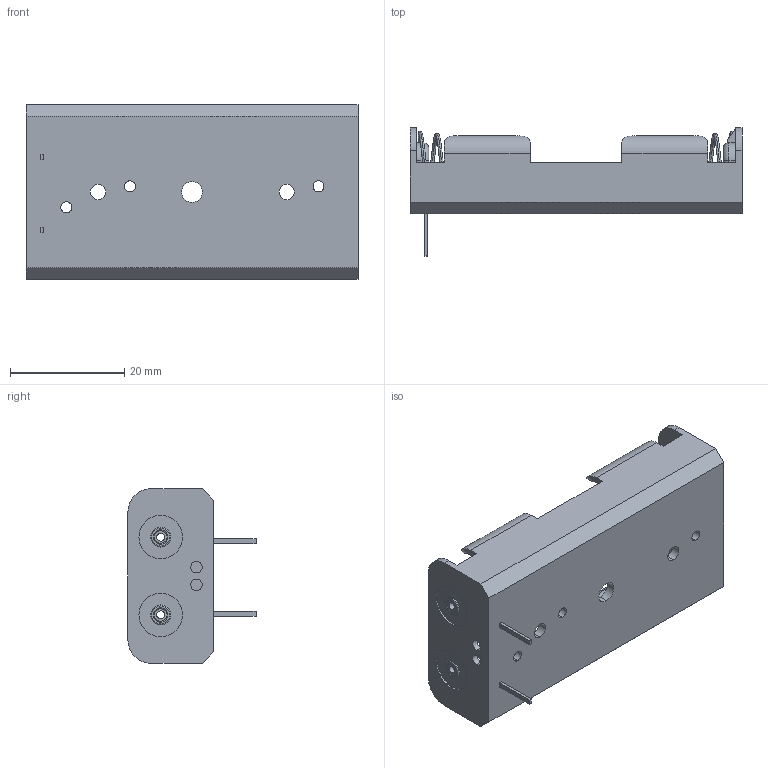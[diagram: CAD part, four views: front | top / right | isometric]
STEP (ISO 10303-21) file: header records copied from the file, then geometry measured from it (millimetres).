
FILE_DESCRIPTION (( 'STEP AP214' ), '1' );
FILE_NAME ('BC2AAPC.STEP', '2019-12-04T18:30:35', ( '' ), ( '' ), 'SwSTEP 2.0', 'SolidWorks 2017', '' );
FILE_SCHEMA (( 'AUTOMOTIVE_DESIGN' ));
Length unit declared in the file: millimetre
Products named in the file (1): BC2AAPC
Bounding box: 58 x 22.37 x 30.5 mm (x, y, z)
Volume: 4857.2 mm3; surface area: 8588 mm2
Topology: 8 solids, 8 shells, 340 faces, 819 edges, 530 vertices
Faces by surface type: plane 172, cylinder 116, torus 40, bspline 12
Entity records: 13744 total; most frequent: CARTESIAN_POINT 5462, DIRECTION 1749, ORIENTED_EDGE 1638, EDGE_CURVE 819, AXIS2_PLACEMENT_3D 637, VERTEX_POINT 530, LINE 475, VECTOR 475
